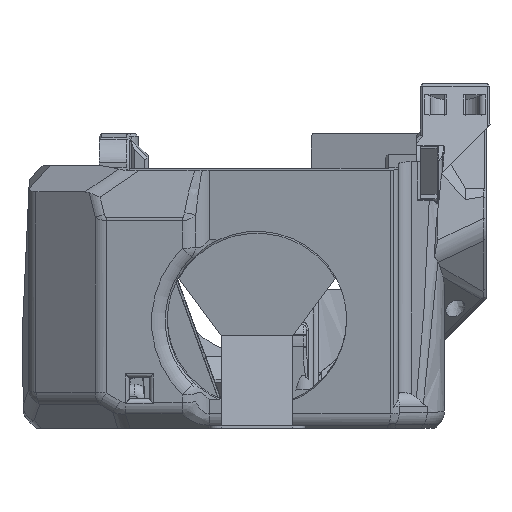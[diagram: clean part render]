
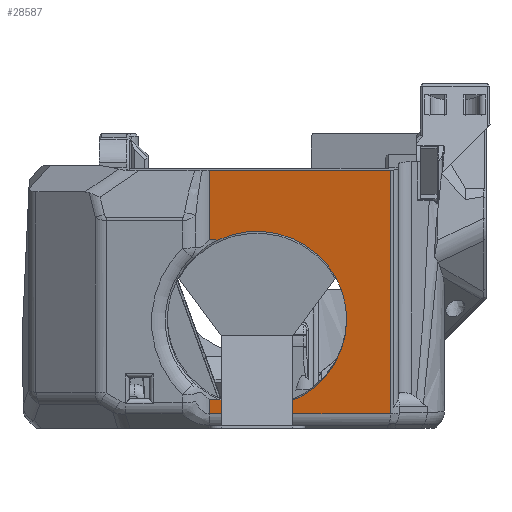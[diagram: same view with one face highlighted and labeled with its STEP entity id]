
A CAD part, left-side view. The second image highlights one B-rep face of the part: STEP entity #28587.
In plain terms, the highlighted planar face has unit normal (-0.985, 0, -0.174).
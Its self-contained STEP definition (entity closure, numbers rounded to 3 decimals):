
#897=B_SPLINE_CURVE_WITH_KNOTS('',3,(#45396,#45397,#45398,#45399),
 .UNSPECIFIED.,.F.,.F.,(4,4),(0.,0.001),.UNSPECIFIED.);
#906=B_SPLINE_CURVE_WITH_KNOTS('',3,(#45551,#45552,#45553,#45554),
 .UNSPECIFIED.,.F.,.F.,(4,4),(0.,0.001),.UNSPECIFIED.);
#2043=CIRCLE('',#30777,14.);
#5716=ORIENTED_EDGE('',*,*,#13406,.T.);
#5717=ORIENTED_EDGE('',*,*,#13472,.T.);
#5718=ORIENTED_EDGE('',*,*,#13467,.F.);
#5719=ORIENTED_EDGE('',*,*,#13473,.F.);
#5720=ORIENTED_EDGE('',*,*,#13474,.T.);
#5721=ORIENTED_EDGE('',*,*,#13475,.T.);
#5722=ORIENTED_EDGE('',*,*,#13476,.T.);
#5723=ORIENTED_EDGE('',*,*,#13409,.T.);
#5724=ORIENTED_EDGE('',*,*,#13407,.T.);
#13406=EDGE_CURVE('',#17269,#17340,#19854,.T.);
#13407=EDGE_CURVE('',#17341,#17269,#19855,.F.);
#13409=EDGE_CURVE('',#17342,#17341,#897,.T.);
#13467=EDGE_CURVE('',#17381,#17382,#19898,.F.);
#13472=EDGE_CURVE('',#17340,#17382,#19900,.T.);
#13473=EDGE_CURVE('',#17385,#17381,#19901,.T.);
#13474=EDGE_CURVE('',#17385,#17386,#19902,.F.);
#13475=EDGE_CURVE('',#17386,#17387,#906,.F.);
#13476=EDGE_CURVE('',#17387,#17342,#2043,.T.);
#17269=VERTEX_POINT('',#45115);
#17340=VERTEX_POINT('',#45363);
#17341=VERTEX_POINT('',#45367);
#17342=VERTEX_POINT('',#45400);
#17381=VERTEX_POINT('',#45534);
#17382=VERTEX_POINT('',#45535);
#17385=VERTEX_POINT('',#45548);
#17386=VERTEX_POINT('',#45550);
#17387=VERTEX_POINT('',#45555);
#19854=LINE('',#45364,#22294);
#19855=LINE('',#45366,#22295);
#19898=LINE('',#45533,#22338);
#19900=LINE('',#45546,#22340);
#19901=LINE('',#45547,#22341);
#19902=LINE('',#45549,#22342);
#22294=VECTOR('',#35191,1000.);
#22295=VECTOR('',#35194,1000.);
#22338=VECTOR('',#35281,1000.);
#22340=VECTOR('',#35289,1000.);
#22341=VECTOR('',#35290,1000.);
#22342=VECTOR('',#35291,1000.);
#24172=EDGE_LOOP('',(#5716,#5717,#5718,#5719,#5720,#5721,#5722,#5723,#5724));
#25964=FACE_BOUND('',#24172,.T.);
#27511=PLANE('',#30776);
#28587=ADVANCED_FACE('',(#25964),#27511,.F.);
#30776=AXIS2_PLACEMENT_3D('',#45545,#35287,#35288);
#30777=AXIS2_PLACEMENT_3D('',#45556,#35292,#35293);
#35191=DIRECTION('',(0.,-1.,0.));
#35194=DIRECTION('',(-0.174,0.,0.985));
#35281=DIRECTION('',(-0.174,0.,0.985));
#35287=DIRECTION('',(0.985,0.,0.174));
#35288=DIRECTION('',(-0.174,0.,0.985));
#35289=DIRECTION('',(0.,-1.,0.));
#35290=DIRECTION('',(0.,-1.,0.));
#35291=DIRECTION('',(-0.174,0.,0.985));
#35292=DIRECTION('',(0.985,0.,0.174));
#35293=DIRECTION('',(-0.174,0.,0.985));
#45115=CARTESIAN_POINT('',(-27.864,12.27,2.262));
#45363=CARTESIAN_POINT('',(-27.864,-15.96,2.262));
#45364=CARTESIAN_POINT('',(-27.864,-14.655,2.262));
#45366=CARTESIAN_POINT('',(-31.185,12.27,21.099));
#45367=CARTESIAN_POINT('',(-28.255,12.27,4.482));
#45396=CARTESIAN_POINT('',(-28.27,10.952,4.562));
#45397=CARTESIAN_POINT('',(-28.27,11.393,4.564));
#45398=CARTESIAN_POINT('',(-28.265,11.833,4.537));
#45399=CARTESIAN_POINT('',(-28.255,12.27,4.482));
#45400=CARTESIAN_POINT('',(-28.27,10.952,4.562));
#45533=CARTESIAN_POINT('',(-7.663,-16.002,-112.301));
#45534=CARTESIAN_POINT('',(-34.572,-16.002,40.304));
#45535=CARTESIAN_POINT('',(-27.864,-16.002,2.262));
#45545=CARTESIAN_POINT('',(-31.185,24.853,21.099));
#45546=CARTESIAN_POINT('',(-27.864,-14.655,2.262));
#45547=CARTESIAN_POINT('',(-34.572,24.853,40.304));
#45548=CARTESIAN_POINT('',(-34.572,12.27,40.304));
#45549=CARTESIAN_POINT('',(-31.185,12.27,21.099));
#45550=CARTESIAN_POINT('',(-32.66,12.27,29.463));
#45551=CARTESIAN_POINT('',(-32.646,10.952,29.383));
#45552=CARTESIAN_POINT('',(-32.646,11.393,29.381));
#45553=CARTESIAN_POINT('',(-32.651,11.833,29.409));
#45554=CARTESIAN_POINT('',(-32.66,12.27,29.463));
#45555=CARTESIAN_POINT('',(-32.646,10.952,29.383));
#45556=CARTESIAN_POINT('',(-30.458,4.853,16.973));
